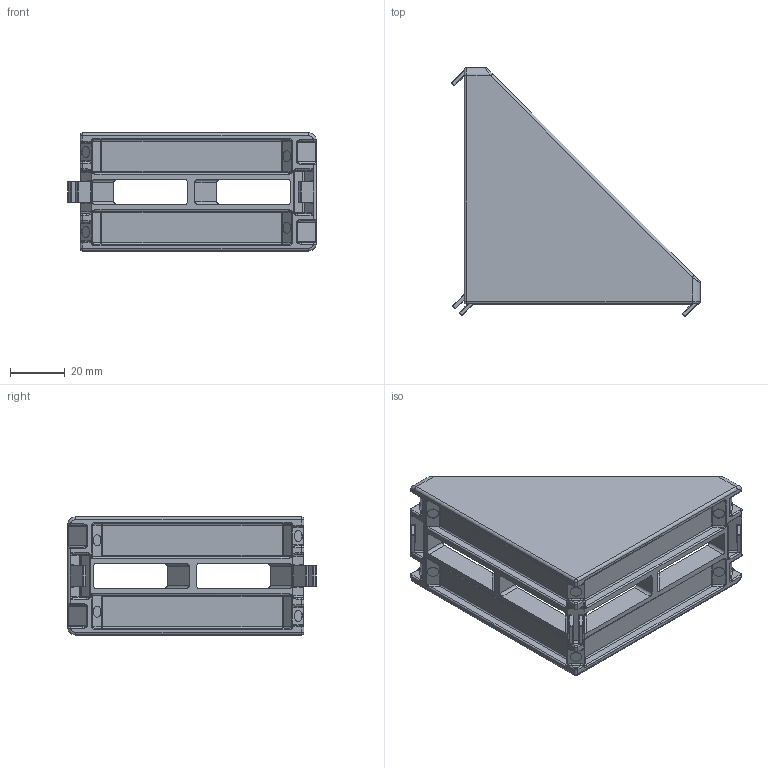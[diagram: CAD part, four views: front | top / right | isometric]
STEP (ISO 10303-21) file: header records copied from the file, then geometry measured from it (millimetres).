
FILE_DESCRIPTION (( 'STEP AP203' ), '1' );
FILE_NAME ('084.305.027.STEP', '2019-11-22T07:48:23', ( 'Localadmin' ), ( 'Microsoft' ), 'SwSTEP 2.0', 'SolidWorks 2018', '' );
FILE_SCHEMA (( 'CONFIG_CONTROL_DESIGN' ));
Length unit declared in the file: millimetre
Products named in the file (1): 084.305.027
Bounding box: 90.51 x 90.51 x 43 mm (x, y, z)
Volume: 53184.6 mm3; surface area: 25589.3 mm2
Topology: 1 solids, 1 shells, 515 faces, 1229 edges, 685 vertices
Faces by surface type: cylinder 226, plane 108, bspline 92, sphere 48, torus 41
Entity records: 15962 total; most frequent: CARTESIAN_POINT 4994, ORIENTED_EDGE 2366, DIRECTION 2252, EDGE_CURVE 1183, AXIS2_PLACEMENT_3D 876, VERTEX_POINT 676, EDGE_LOOP 529, ADVANCED_FACE 515
